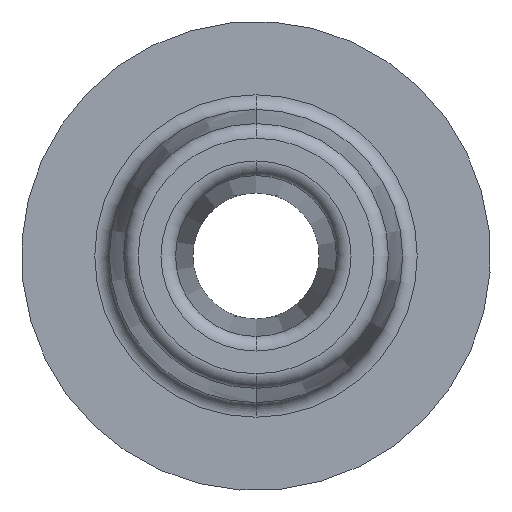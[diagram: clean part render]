
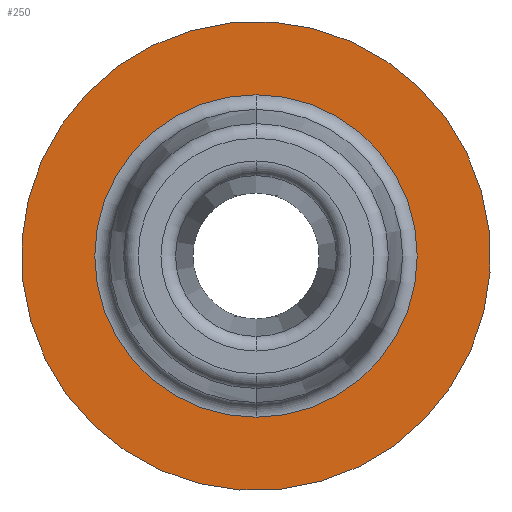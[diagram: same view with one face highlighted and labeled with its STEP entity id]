
A CAD part, front view. The second image highlights one B-rep face of the part: STEP entity #250.
In plain terms, the highlighted planar face has unit normal (0, -1, 0).
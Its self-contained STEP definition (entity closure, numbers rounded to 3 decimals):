
#41 = CARTESIAN_POINT ( 'NONE',  ( 0., 5., 0. ) ) ;
#45 = VERTEX_POINT ( 'NONE', #153 ) ;
#49 = CARTESIAN_POINT ( 'NONE',  ( 0., 5., 0. ) ) ;
#74 = FACE_OUTER_BOUND ( 'NONE', #561, .T. ) ;
#93 = DIRECTION ( 'NONE',  ( 0., 0., 1. ) ) ;
#96 = VERTEX_POINT ( 'NONE', #590 ) ;
#105 = AXIS2_PLACEMENT_3D ( 'NONE', #558, #406, #170 ) ;
#115 = ORIENTED_EDGE ( 'NONE', *, *, #287, .F. ) ;
#135 = DIRECTION ( 'NONE',  ( 0., 1., 0. ) ) ;
#139 = EDGE_LOOP ( 'NONE', ( #311, #179 ) ) ;
#143 = DIRECTION ( 'NONE',  ( 0., 0., 1. ) ) ;
#153 = CARTESIAN_POINT ( 'NONE',  ( 0., 5., 2.75 ) ) ;
#170 = DIRECTION ( 'NONE',  ( 0., 0., 1. ) ) ;
#179 = ORIENTED_EDGE ( 'NONE', *, *, #276, .T. ) ;
#192 = VERTEX_POINT ( 'NONE', #467 ) ;
#250 = ADVANCED_FACE ( 'NONE', ( #569, #74 ), #570, .F. ) ;
#276 = EDGE_CURVE ( 'NONE', #96, #45, #605, .T. ) ;
#287 = EDGE_CURVE ( 'NONE', #596, #192, #298, .T. ) ;
#298 = CIRCLE ( 'NONE', #441, 4. ) ;
#311 = ORIENTED_EDGE ( 'NONE', *, *, #423, .T. ) ;
#383 = DIRECTION ( 'NONE',  ( 0., 1., 0. ) ) ;
#386 = DIRECTION ( 'NONE',  ( 0., 1., 0. ) ) ;
#406 = DIRECTION ( 'NONE',  ( 0., 1., 0. ) ) ;
#413 = AXIS2_PLACEMENT_3D ( 'NONE', #627, #135, #632 ) ;
#422 = CIRCLE ( 'NONE', #105, 4. ) ;
#423 = EDGE_CURVE ( 'NONE', #45, #96, #550, .T. ) ;
#441 = AXIS2_PLACEMENT_3D ( 'NONE', #532, #383, #143 ) ;
#443 = DIRECTION ( 'NONE',  ( 0., 1., 0. ) ) ;
#461 = CARTESIAN_POINT ( 'NONE',  ( 3.844, 5., 1.106 ) ) ;
#467 = CARTESIAN_POINT ( 'NONE',  ( -3.844, 5., -1.106 ) ) ;
#496 = DIRECTION ( 'NONE',  ( 0., 0., 1. ) ) ;
#518 = AXIS2_PLACEMENT_3D ( 'NONE', #41, #386, #93 ) ;
#532 = CARTESIAN_POINT ( 'NONE',  ( 0., 5., 0. ) ) ;
#550 = CIRCLE ( 'NONE', #585, 2.75 ) ;
#558 = CARTESIAN_POINT ( 'NONE',  ( 0., 5., 0. ) ) ;
#561 = EDGE_LOOP ( 'NONE', ( #586, #115 ) ) ;
#568 = EDGE_CURVE ( 'NONE', #192, #596, #422, .T. ) ;
#569 = FACE_BOUND ( 'NONE', #139, .T. ) ;
#570 = PLANE ( 'NONE',  #413 ) ;
#585 = AXIS2_PLACEMENT_3D ( 'NONE', #49, #443, #496 ) ;
#586 = ORIENTED_EDGE ( 'NONE', *, *, #568, .F. ) ;
#590 = CARTESIAN_POINT ( 'NONE',  ( 0., 5., -2.75 ) ) ;
#596 = VERTEX_POINT ( 'NONE', #461 ) ;
#605 = CIRCLE ( 'NONE', #518, 2.75 ) ;
#627 = CARTESIAN_POINT ( 'NONE',  ( 0., 5., 0. ) ) ;
#632 = DIRECTION ( 'NONE',  ( 0., 0., 1. ) ) ;
